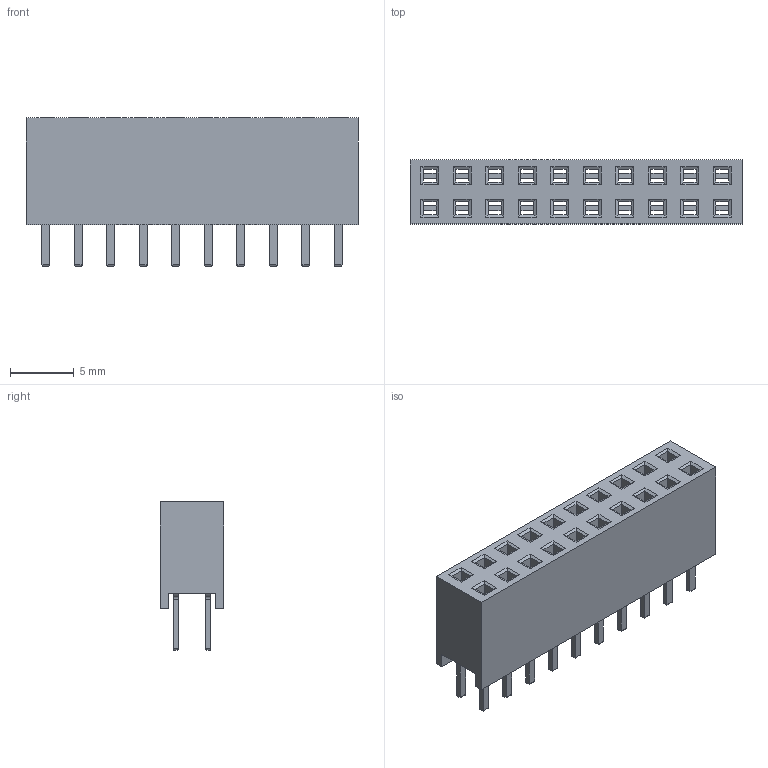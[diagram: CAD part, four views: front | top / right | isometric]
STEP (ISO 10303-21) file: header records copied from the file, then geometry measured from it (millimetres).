
FILE_DESCRIPTION (( 'STEP AP214' ), '1' );
FILE_NAME ('20 pin connector.STEP', '2018-06-25T09:58:07', ( '' ), ( '' ), 'SwSTEP 2.0', 'SolidWorks 2011', '' );
FILE_SCHEMA (( 'AUTOMOTIVE_DESIGN' ));
Length unit declared in the file: millimetre
Products named in the file (1): 20 pin connector
Bounding box: 25.96 x 5 x 11.6 mm (x, y, z)
Volume: 848.1 mm3; surface area: 1555.9 mm2
Topology: 1 solids, 1 shells, 499 faces, 1403 edges, 875 vertices
Faces by surface type: plane 339, cylinder 160
Entity records: 19789 total; most frequent: CARTESIAN_POINT 3466, ORIENTED_EDGE 2806, DIRECTION 2467, EDGE_CURVE 1403, LINE 1127, VECTOR 1127, VERTEX_POINT 875, AXIS2_PLACEMENT_3D 670
